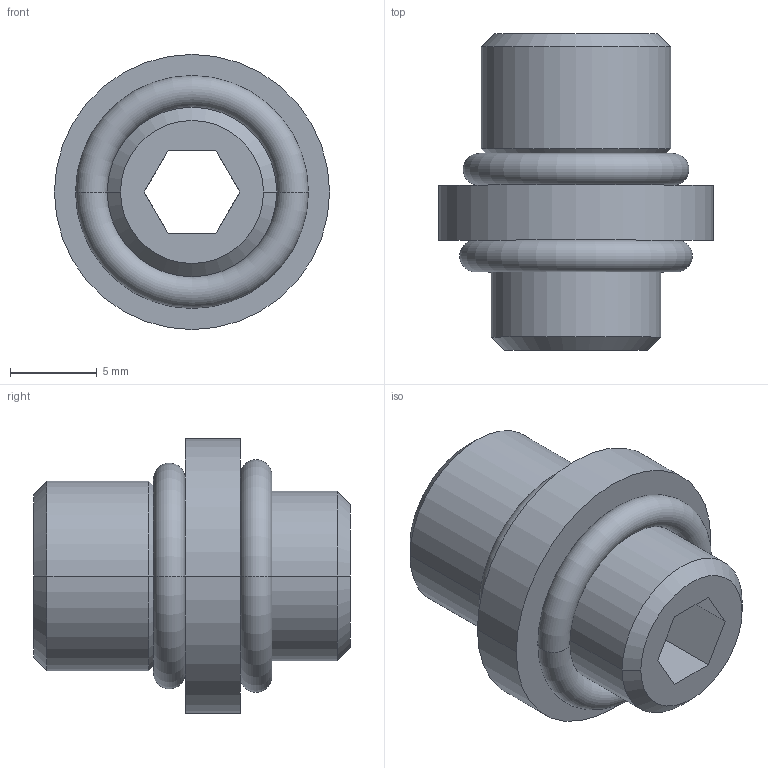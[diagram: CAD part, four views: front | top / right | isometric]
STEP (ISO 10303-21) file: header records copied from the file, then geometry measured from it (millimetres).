
FILE_DESCRIPTION((''),'2;1');
FILE_NAME('ILC30871140','2005-07-25T',('KR'),(''),'PRO/ENGINEER BY PARAMETRIC TECHNOLOGY CORPORATION, 2004290','PRO/ENGINEER BY PARAMETRIC TECHNOLOGY CORPORATION, 2004290','');
FILE_SCHEMA(('AUTOMOTIVE_DESIGN_CC2 { 1 2 10303 214 -1 1 5 2 }'));
Length unit declared in the file: inch
Products named in the file (1): ILC30871140
Bounding box: 15.88 x 18.26 x 15.88 mm (x, y, z)
Volume: 1700.9 mm3; surface area: 1508 mm2
Topology: 1 solids, 1 shells, 30 faces, 64 edges, 38 vertices
Faces by surface type: plane 10, cylinder 8, cone 8, torus 4
Entity records: 1008 total; most frequent: CARTESIAN_POINT 192, DIRECTION 148, ORIENTED_EDGE 128, COLOUR_RGB 105, EDGE_CURVE 64, AXIS2_PLACEMENT_3D 60, VERTEX_POINT 38, EDGE_LOOP 34
